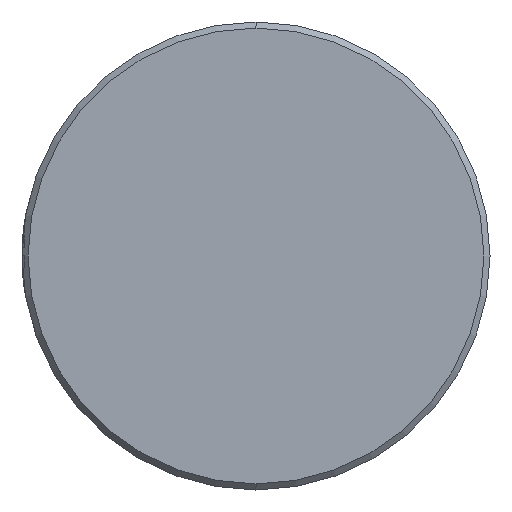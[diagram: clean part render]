
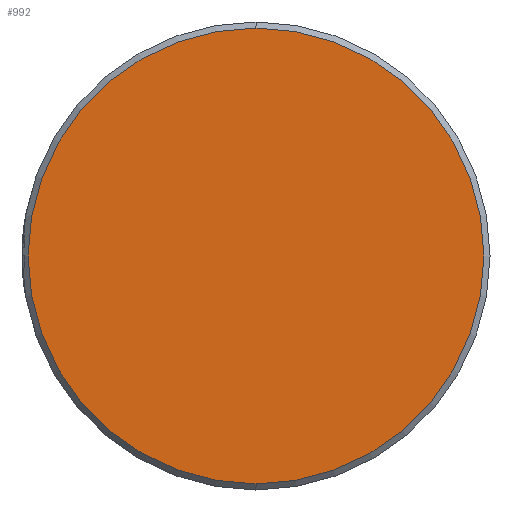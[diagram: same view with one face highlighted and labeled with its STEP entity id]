
A CAD part, left-side view. The second image highlights one B-rep face of the part: STEP entity #992.
In plain terms, the highlighted planar face has unit normal (-1, 0, 0).
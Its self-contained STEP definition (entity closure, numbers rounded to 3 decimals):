
#2 = PLANE ( 'NONE',  #1166 ) ;
#212 = VERTEX_POINT ( 'NONE', #415 ) ;
#218 = CARTESIAN_POINT ( 'NONE',  ( -5., 0., 0. ) ) ;
#327 = DIRECTION ( 'NONE',  ( 0., 0., 1. ) ) ;
#395 = ORIENTED_EDGE ( 'NONE', *, *, #980, .T. ) ;
#400 = CARTESIAN_POINT ( 'NONE',  ( -5., 0., 11.2 ) ) ;
#415 = CARTESIAN_POINT ( 'NONE',  ( -5., 0., -11.2 ) ) ;
#431 = DIRECTION ( 'NONE',  ( 0., 0., 1. ) ) ;
#530 = DIRECTION ( 'NONE',  ( -1., 0., 0. ) ) ;
#533 = EDGE_CURVE ( 'NONE', #212, #884, #1056, .T. ) ;
#733 = ORIENTED_EDGE ( 'NONE', *, *, #533, .T. ) ;
#830 = CARTESIAN_POINT ( 'NONE',  ( -5., 0., 0. ) ) ;
#884 = VERTEX_POINT ( 'NONE', #400 ) ;
#933 = DIRECTION ( 'NONE',  ( -1., 0., 0. ) ) ;
#961 = AXIS2_PLACEMENT_3D ( 'NONE', #218, #933, #327 ) ;
#980 = EDGE_CURVE ( 'NONE', #884, #212, #1053, .T. ) ;
#992 = ADVANCED_FACE ( 'NONE', ( #1324 ), #2, .T. ) ;
#1020 = AXIS2_PLACEMENT_3D ( 'NONE', #1148, #530, #1250 ) ;
#1041 = DIRECTION ( 'NONE',  ( -1., 0., 0. ) ) ;
#1053 = CIRCLE ( 'NONE', #961, 11.2 ) ;
#1056 = CIRCLE ( 'NONE', #1020, 11.2 ) ;
#1148 = CARTESIAN_POINT ( 'NONE',  ( -5., 0., 0. ) ) ;
#1166 = AXIS2_PLACEMENT_3D ( 'NONE', #830, #1041, #431 ) ;
#1249 = EDGE_LOOP ( 'NONE', ( #733, #395 ) ) ;
#1250 = DIRECTION ( 'NONE',  ( 0., 0., 1. ) ) ;
#1324 = FACE_OUTER_BOUND ( 'NONE', #1249, .T. ) ;
